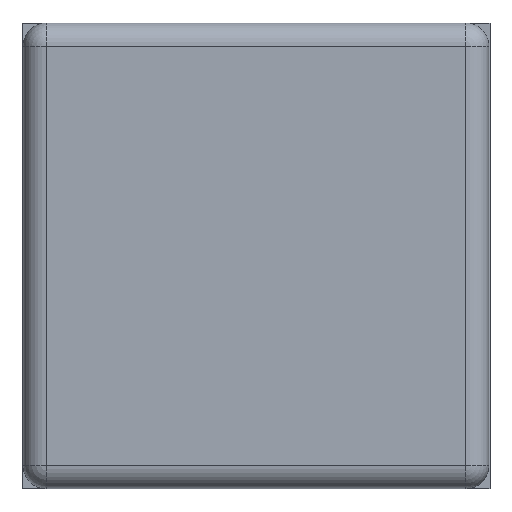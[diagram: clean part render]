
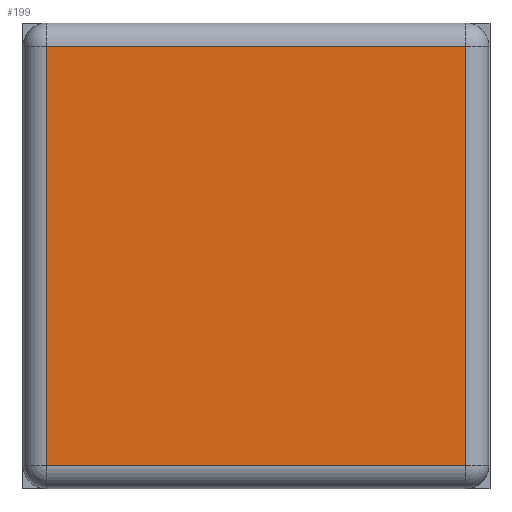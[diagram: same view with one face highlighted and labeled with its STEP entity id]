
A CAD part, top view. The second image highlights one B-rep face of the part: STEP entity #199.
In plain terms, the highlighted planar face has unit normal (0, 0, 1).
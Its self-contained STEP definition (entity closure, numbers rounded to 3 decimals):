
#13=DIRECTION('',(0.,0.,1.));
#46=VECTOR('',#47,1.);
#47=DIRECTION('',(0.,1.,0.));
#51=DIRECTION('',(1.,0.,0.));
#83=VERTEX_POINT('',#84);
#84=CARTESIAN_POINT('',(-1.8,-1.8,1.8));
#92=VERTEX_POINT('',#93);
#93=CARTESIAN_POINT('',(-1.8,1.8,1.8));
#99=ORIENTED_EDGE('',*,*,#100,.F.);
#100=EDGE_CURVE('',#83,#92,#101,.T.);
#101=LINE('',#84,#46);
#138=VECTOR('',#51,1.);
#171=VECTOR('',#172,1.);
#172=DIRECTION('',(-1.,-0.,-0.));
#199=ADVANCED_FACE('',(#200),#217,.T.);
#200=FACE_BOUND('',#201,.T.);
#201=EDGE_LOOP('',(#202,#99,#207,#212));
#202=ORIENTED_EDGE('',*,*,#203,.F.);
#203=EDGE_CURVE('',#92,#204,#206,.T.);
#204=VERTEX_POINT('',#205);
#205=CARTESIAN_POINT('',(1.8,1.8,1.8));
#206=LINE('',#93,#138);
#207=ORIENTED_EDGE('',*,*,#208,.F.);
#208=EDGE_CURVE('',#209,#83,#211,.T.);
#209=VERTEX_POINT('',#210);
#210=CARTESIAN_POINT('',(1.8,-1.8,1.8));
#211=LINE('',#210,#171);
#212=ORIENTED_EDGE('',*,*,#213,.F.);
#213=EDGE_CURVE('',#204,#209,#214,.T.);
#214=LINE('',#205,#215);
#215=VECTOR('',#216,1.);
#216=DIRECTION('',(-0.,-1.,-0.));
#217=PLANE('',#218);
#218=AXIS2_PLACEMENT_3D('',#219,#13,#51);
#219=CARTESIAN_POINT('',(-2.,-2.,1.8));
